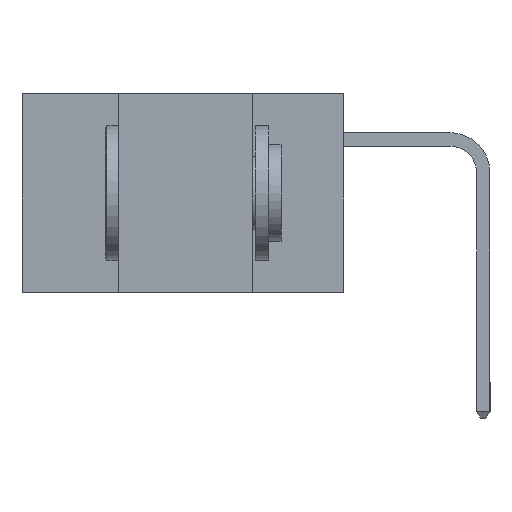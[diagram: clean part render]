
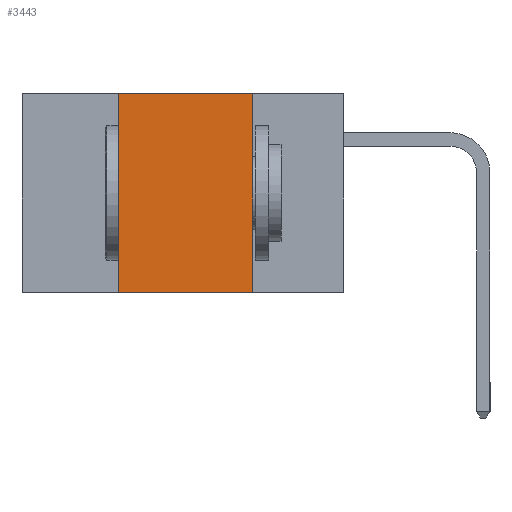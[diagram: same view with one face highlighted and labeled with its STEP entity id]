
A CAD part, left-side view. The second image highlights one B-rep face of the part: STEP entity #3443.
In plain terms, the highlighted planar face has unit normal (-1, 0, 0).
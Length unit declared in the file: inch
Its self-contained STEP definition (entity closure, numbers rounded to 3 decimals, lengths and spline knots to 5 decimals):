
#234 = VECTOR ( 'NONE', #12314, 39.37008 ) ;
#650 = CARTESIAN_POINT ( 'NONE',  ( 0., 0.42, 0. ) ) ;
#870 = VECTOR ( 'NONE', #2333, 39.37008 ) ;
#988 = CARTESIAN_POINT ( 'NONE',  ( 0., 0.17, -0.37 ) ) ;
#1837 = EDGE_CURVE ( 'NONE', #4024, #9424, #6691, .T. ) ;
#1930 = VECTOR ( 'NONE', #13264, 39.37008 ) ;
#1976 = VECTOR ( 'NONE', #13232, 39.37008 ) ;
#2143 = CARTESIAN_POINT ( 'NONE',  ( 0., 0.42, -0.37 ) ) ;
#2333 = DIRECTION ( 'NONE',  ( 0., 0., 1. ) ) ;
#3443 = ADVANCED_FACE ( 'NONE', ( #9693 ), #5644, .F. ) ;
#3546 = DIRECTION ( 'NONE',  ( 0., 0., -1. ) ) ;
#3942 = ORIENTED_EDGE ( 'NONE', *, *, #12877, .F. ) ;
#4024 = VERTEX_POINT ( 'NONE', #2143 ) ;
#4228 = AXIS2_PLACEMENT_3D ( 'NONE', #9819, #4559, #3546 ) ;
#4512 = CARTESIAN_POINT ( 'NONE',  ( 0., 0.42, -0.37 ) ) ;
#4559 = DIRECTION ( 'NONE',  ( 1., 0., 0. ) ) ;
#5022 = ORIENTED_EDGE ( 'NONE', *, *, #8330, .F. ) ;
#5534 = ORIENTED_EDGE ( 'NONE', *, *, #12389, .T. ) ;
#5633 = ORIENTED_EDGE ( 'NONE', *, *, #1837, .F. ) ;
#5644 = PLANE ( 'NONE',  #4228 ) ;
#6691 = LINE ( 'NONE', #4512, #870 ) ;
#8164 = CARTESIAN_POINT ( 'NONE',  ( 0., 0.6, 0. ) ) ;
#8330 = EDGE_CURVE ( 'NONE', #10385, #8914, #10269, .T. ) ;
#8910 = EDGE_LOOP ( 'NONE', ( #5022, #3942, #5633, #5534 ) ) ;
#8914 = VERTEX_POINT ( 'NONE', #10471 ) ;
#9424 = VERTEX_POINT ( 'NONE', #650 ) ;
#9693 = FACE_OUTER_BOUND ( 'NONE', #8910, .T. ) ;
#9819 = CARTESIAN_POINT ( 'NONE',  ( 0., 0.6, 0. ) ) ;
#9974 = LINE ( 'NONE', #13020, #1976 ) ;
#10153 = LINE ( 'NONE', #8164, #234 ) ;
#10269 = LINE ( 'NONE', #988, #1930 ) ;
#10385 = VERTEX_POINT ( 'NONE', #13062 ) ;
#10471 = CARTESIAN_POINT ( 'NONE',  ( 0., 0.17, -0.37 ) ) ;
#12314 = DIRECTION ( 'NONE',  ( 0., -1., 0. ) ) ;
#12389 = EDGE_CURVE ( 'NONE', #4024, #8914, #9974, .T. ) ;
#12877 = EDGE_CURVE ( 'NONE', #9424, #10385, #10153, .T. ) ;
#13020 = CARTESIAN_POINT ( 'NONE',  ( 0., 0.6, -0.37 ) ) ;
#13062 = CARTESIAN_POINT ( 'NONE',  ( 0., 0.17, 0. ) ) ;
#13232 = DIRECTION ( 'NONE',  ( 0., -1., 0. ) ) ;
#13264 = DIRECTION ( 'NONE',  ( 0., 0., -1. ) ) ;
